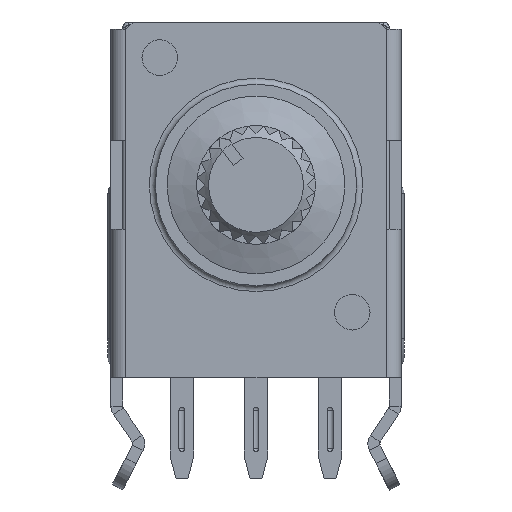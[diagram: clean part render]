
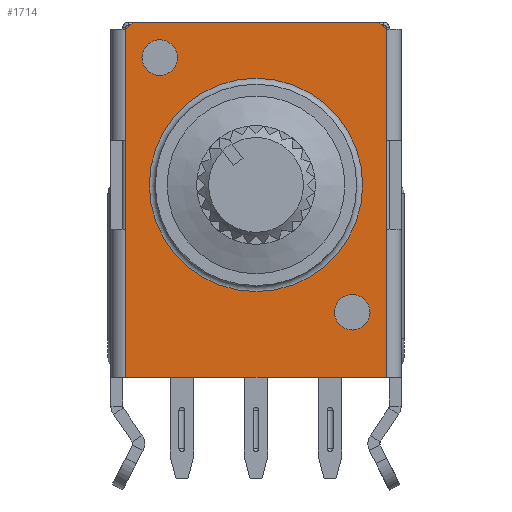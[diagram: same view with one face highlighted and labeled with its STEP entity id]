
A CAD part, front view. The second image highlights one B-rep face of the part: STEP entity #1714.
In plain terms, the highlighted planar face has unit normal (0, -1, 0).
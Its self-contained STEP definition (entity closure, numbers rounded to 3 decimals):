
#1714=ADVANCED_FACE('',(#5341,#5343,#5345,#5347),#5349,.T.);
#5341=FACE_BOUND('',#5342,.T.);
#5342=EDGE_LOOP('',(#8112,#8113,#8114,#8115,#8116,#8117,#8118,#8119,#8120,#8121));
#5343=FACE_BOUND('',#5344,.T.);
#5344=EDGE_LOOP('',(#8122));
#5345=FACE_BOUND('',#5346,.T.);
#5346=EDGE_LOOP('',(#8123));
#5347=FACE_BOUND('',#5348,.T.);
#5348=EDGE_LOOP('',(#8124));
#5349=PLANE('',#5350);
#5350=AXIS2_PLACEMENT_3D('',#5351,#5352,#5353);
#5351=CARTESIAN_POINT('',(0.,-3.7,0.));
#5352=DIRECTION('',(0.,-1.,0.));
#5353=DIRECTION('',(1.,0.,0.));
#8112=ORIENTED_EDGE('',*,*,#9607,.T.);
#8113=ORIENTED_EDGE('',*,*,#9647,.T.);
#8114=ORIENTED_EDGE('',*,*,#9605,.T.);
#8115=ORIENTED_EDGE('',*,*,#9597,.T.);
#8116=ORIENTED_EDGE('',*,*,#9606,.T.);
#8117=ORIENTED_EDGE('',*,*,#9596,.T.);
#8118=ORIENTED_EDGE('',*,*,#9618,.T.);
#8119=ORIENTED_EDGE('',*,*,#9616,.T.);
#8120=ORIENTED_EDGE('',*,*,#9614,.T.);
#8121=ORIENTED_EDGE('',*,*,#9648,.T.);
#8122=ORIENTED_EDGE('',*,*,#9622,.T.);
#8123=ORIENTED_EDGE('',*,*,#9623,.T.);
#8124=ORIENTED_EDGE('',*,*,#9649,.F.);
#9596=EDGE_CURVE('',#10793,#10796,#10839,.T.);
#9597=EDGE_CURVE('',#10767,#10770,#10840,.T.);
#9605=EDGE_CURVE('',#10849,#10767,#10851,.T.);
#9606=EDGE_CURVE('',#10770,#10793,#10852,.F.);
#9607=EDGE_CURVE('',#10853,#10854,#10855,.F.);
#9614=EDGE_CURVE('',#10865,#10863,#10866,.T.);
#9616=EDGE_CURVE('',#10868,#10865,#10869,.T.);
#9618=EDGE_CURVE('',#10796,#10868,#10871,.T.);
#9622=EDGE_CURVE('',#10877,#10877,#10878,.F.);
#9623=EDGE_CURVE('',#10879,#10879,#10880,.F.);
#9647=EDGE_CURVE('',#10854,#10849,#10915,.T.);
#9648=EDGE_CURVE('',#10863,#10853,#10916,.T.);
#9649=EDGE_CURVE('',#10917,#10917,#10918,.T.);
#10767=VERTEX_POINT('',#13169);
#10770=VERTEX_POINT('',#13177);
#10793=VERTEX_POINT('',#13230);
#10796=VERTEX_POINT('',#13238);
#10839=LINE('',#13344,#13345);
#10840=LINE('',#13347,#13348);
#10849=VERTEX_POINT('',#13376);
#10851=LINE('',#13380,#13381);
#10852=LINE('',#13383,#13384);
#10853=VERTEX_POINT('',#13386);
#10854=VERTEX_POINT('',#13387);
#10855=LINE('',#13388,#13389);
#10863=VERTEX_POINT('',#13410);
#10865=VERTEX_POINT('',#13414);
#10866=LINE('',#13415,#13416);
#10868=VERTEX_POINT('',#13421);
#10869=LINE('',#13422,#13423);
#10871=LINE('',#13428,#13429);
#10877=VERTEX_POINT('',#13444);
#10878=CIRCLE('',#13445,0.6);
#10879=VERTEX_POINT('',#13449);
#10880=CIRCLE('',#13450,0.6);
#10915=LINE('',#13544,#13545);
#10916=LINE('',#13547,#13548);
#10917=VERTEX_POINT('',#13550);
#10918=CIRCLE('',#13551,3.6);
#13169=CARTESIAN_POINT('',(4.4,-3.7,0.));
#13177=CARTESIAN_POINT('',(4.4,-3.7,5.));
#13230=CARTESIAN_POINT('',(4.4,-3.7,8.));
#13238=CARTESIAN_POINT('',(4.4,-3.7,11.75));
#13344=CARTESIAN_POINT('',(4.4,-3.7,8.));
#13345=VECTOR('',#13346,1.);
#13346=DIRECTION('',(0.,0.,1.));
#13347=CARTESIAN_POINT('',(4.4,-3.7,0.));
#13348=VECTOR('',#13349,1.);
#13349=DIRECTION('',(0.,0.,1.));
#13376=CARTESIAN_POINT('',(-4.4,-3.7,0.));
#13380=CARTESIAN_POINT('',(-4.4,-3.7,0.));
#13381=VECTOR('',#13382,1.);
#13382=DIRECTION('',(1.,0.,0.));
#13383=CARTESIAN_POINT('',(4.4,-3.7,8.));
#13384=VECTOR('',#13385,1.);
#13385=DIRECTION('',(0.,0.,-1.));
#13386=CARTESIAN_POINT('',(-4.4,-3.7,8.));
#13387=CARTESIAN_POINT('',(-4.4,-3.7,5.));
#13388=CARTESIAN_POINT('',(-4.4,-3.7,5.));
#13389=VECTOR('',#13390,1.);
#13390=DIRECTION('',(0.,0.,1.));
#13410=CARTESIAN_POINT('',(-4.4,-3.7,11.75));
#13414=CARTESIAN_POINT('',(-4.15,-3.7,12.));
#13415=CARTESIAN_POINT('',(-4.15,-3.7,12.));
#13416=VECTOR('',#13417,1.);
#13417=DIRECTION('',(-0.707,0.,-0.707));
#13421=CARTESIAN_POINT('',(4.15,-3.7,12.));
#13422=CARTESIAN_POINT('',(4.15,-3.7,12.));
#13423=VECTOR('',#13424,1.);
#13424=DIRECTION('',(-1.,0.,0.));
#13428=CARTESIAN_POINT('',(4.4,-3.7,11.75));
#13429=VECTOR('',#13430,1.);
#13430=DIRECTION('',(-0.707,0.,0.707));
#13444=CARTESIAN_POINT('',(3.85,-3.7,2.2));
#13445=AXIS2_PLACEMENT_3D('',#13446,#13447,#13448);
#13446=CARTESIAN_POINT('',(3.25,-3.7,2.2));
#13447=DIRECTION('',(0.,-1.,0.));
#13448=DIRECTION('',(1.,0.,0.));
#13449=CARTESIAN_POINT('',(-2.65,-3.7,10.8));
#13450=AXIS2_PLACEMENT_3D('',#13451,#13452,#13453);
#13451=CARTESIAN_POINT('',(-3.25,-3.7,10.8));
#13452=DIRECTION('',(0.,-1.,0.));
#13453=DIRECTION('',(1.,0.,0.));
#13544=CARTESIAN_POINT('',(-4.4,-3.7,5.));
#13545=VECTOR('',#13546,1.);
#13546=DIRECTION('',(0.,0.,-1.));
#13547=CARTESIAN_POINT('',(-4.4,-3.7,11.75));
#13548=VECTOR('',#13549,1.);
#13549=DIRECTION('',(0.,0.,-1.));
#13550=CARTESIAN_POINT('',(3.6,-3.7,6.5));
#13551=AXIS2_PLACEMENT_3D('',#13552,#13553,#13554);
#13552=CARTESIAN_POINT('',(0.,-3.7,6.5));
#13553=DIRECTION('',(0.,-1.,0.));
#13554=DIRECTION('',(1.,0.,0.));
